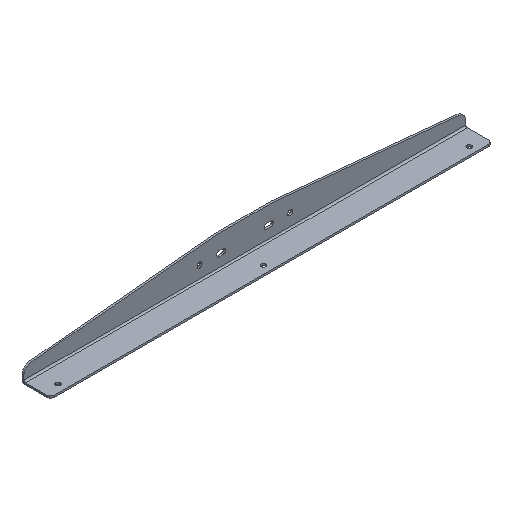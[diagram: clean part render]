
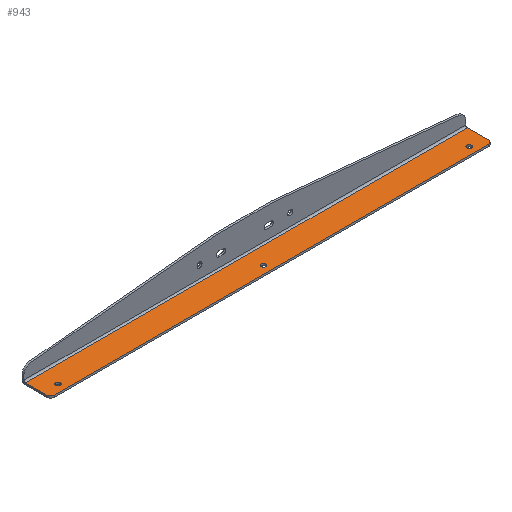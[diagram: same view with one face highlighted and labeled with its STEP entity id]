
A CAD part, isometric view. The second image highlights one B-rep face of the part: STEP entity #943.
In plain terms, the highlighted planar face has unit normal (0, 0, 1).
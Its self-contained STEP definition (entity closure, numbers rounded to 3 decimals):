
#5=DIRECTION('',(0.,-1.,0.));
#6=VECTOR('',#5,27.5);
#7=CARTESIAN_POINT('',(0.,-2.,-40.5));
#8=LINE('',#7,#6);
#290=CARTESIAN_POINT('',(287.5,-24.5,-40.5));
#291=DIRECTION('',(0.,0.,-1.));
#292=DIRECTION('',(-1.,0.,0.));
#293=AXIS2_PLACEMENT_3D('',#290,#291,#292);
#295=CARTESIAN_POINT('',(287.5,-24.5,-40.5));
#296=DIRECTION('',(0.,0.,-1.));
#297=DIRECTION('',(1.,0.,0.));
#298=AXIS2_PLACEMENT_3D('',#295,#296,#297);
#300=CARTESIAN_POINT('',(20.,-24.5,-40.5));
#301=DIRECTION('',(0.,0.,-1.));
#302=DIRECTION('',(-1.,0.,0.));
#303=AXIS2_PLACEMENT_3D('',#300,#301,#302);
#305=CARTESIAN_POINT('',(20.,-24.5,-40.5));
#306=DIRECTION('',(0.,0.,-1.));
#307=DIRECTION('',(1.,0.,0.));
#308=AXIS2_PLACEMENT_3D('',#305,#306,#307);
#310=CARTESIAN_POINT('',(555.,-24.5,-40.5));
#311=DIRECTION('',(0.,0.,-1.));
#312=DIRECTION('',(-1.,0.,0.));
#313=AXIS2_PLACEMENT_3D('',#310,#311,#312);
#315=CARTESIAN_POINT('',(555.,-24.5,-40.5));
#316=DIRECTION('',(0.,0.,-1.));
#317=DIRECTION('',(1.,0.,0.));
#318=AXIS2_PLACEMENT_3D('',#315,#316,#317);
#320=DIRECTION('',(1.,0.,0.));
#321=VECTOR('',#320,575.);
#322=CARTESIAN_POINT('',(0.,-2.,-40.5));
#323=LINE('',#322,#321);
#324=CARTESIAN_POINT('',(570.,-29.5,-40.5));
#325=DIRECTION('',(0.,0.,1.));
#326=DIRECTION('',(0.,-1.,0.));
#327=AXIS2_PLACEMENT_3D('',#324,#325,#326);
#329=CARTESIAN_POINT('',(5.,-29.5,-40.5));
#330=DIRECTION('',(0.,0.,1.));
#331=DIRECTION('',(-1.,0.,0.));
#332=AXIS2_PLACEMENT_3D('',#329,#330,#331);
#364=DIRECTION('',(0.,-1.,0.));
#365=VECTOR('',#364,27.5);
#366=CARTESIAN_POINT('',(575.,-2.,-40.5));
#367=LINE('',#366,#365);
#421=DIRECTION('',(1.,0.,0.));
#422=VECTOR('',#421,565.);
#423=CARTESIAN_POINT('',(5.,-34.5,-40.5));
#424=LINE('',#423,#422);
#429=CARTESIAN_POINT('',(570.,-34.5,-40.5));
#430=VERTEX_POINT('',#429);
#431=CARTESIAN_POINT('',(575.,-29.5,-40.5));
#432=VERTEX_POINT('',#431);
#433=CARTESIAN_POINT('',(0.,-29.5,-40.5));
#434=CARTESIAN_POINT('',(5.,-34.5,-40.5));
#435=VERTEX_POINT('',#433);
#436=VERTEX_POINT('',#434);
#513=CARTESIAN_POINT('',(284.5,-24.5,-40.5));
#514=CARTESIAN_POINT('',(290.5,-24.5,-40.5));
#515=VERTEX_POINT('',#513);
#516=VERTEX_POINT('',#514);
#517=CARTESIAN_POINT('',(17.,-24.5,-40.5));
#518=CARTESIAN_POINT('',(23.,-24.5,-40.5));
#519=VERTEX_POINT('',#517);
#520=VERTEX_POINT('',#518);
#521=CARTESIAN_POINT('',(552.,-24.5,-40.5));
#522=CARTESIAN_POINT('',(558.,-24.5,-40.5));
#523=VERTEX_POINT('',#521);
#524=VERTEX_POINT('',#522);
#545=CARTESIAN_POINT('',(0.,-2.,-40.5));
#546=CARTESIAN_POINT('',(575.,-2.,-40.5));
#547=VERTEX_POINT('',#545);
#548=VERTEX_POINT('',#546);
#908=CARTESIAN_POINT('',(0.,0.,-40.5));
#909=DIRECTION('',(0.,0.,1.));
#910=DIRECTION('',(0.,-1.,0.));
#911=AXIS2_PLACEMENT_3D('',#908,#909,#910);
#912=PLANE('',#911);
#914=ORIENTED_EDGE('',*,*,#913,.T.);
#916=ORIENTED_EDGE('',*,*,#915,.T.);
#918=ORIENTED_EDGE('',*,*,#917,.F.);
#920=ORIENTED_EDGE('',*,*,#919,.F.);
#922=ORIENTED_EDGE('',*,*,#921,.F.);
#923=ORIENTED_EDGE('',*,*,#562,.F.);
#924=EDGE_LOOP('',(#914,#916,#918,#920,#922,#923));
#925=FACE_OUTER_BOUND('',#924,.F.);
#927=ORIENTED_EDGE('',*,*,#926,.F.);
#929=ORIENTED_EDGE('',*,*,#928,.F.);
#930=EDGE_LOOP('',(#927,#929));
#931=FACE_BOUND('',#930,.F.);
#933=ORIENTED_EDGE('',*,*,#932,.F.);
#935=ORIENTED_EDGE('',*,*,#934,.F.);
#936=EDGE_LOOP('',(#933,#935));
#937=FACE_BOUND('',#936,.F.);
#938=ORIENTED_EDGE('',*,*,#898,.F.);
#940=ORIENTED_EDGE('',*,*,#939,.F.);
#941=EDGE_LOOP('',(#938,#940));
#942=FACE_BOUND('',#941,.F.);
#943=ADVANCED_FACE('',(#925,#931,#937,#942),#912,.T.);
#294=CIRCLE('',#293,3.);
#299=CIRCLE('',#298,3.);
#304=CIRCLE('',#303,3.);
#309=CIRCLE('',#308,3.);
#314=CIRCLE('',#313,3.);
#319=CIRCLE('',#318,3.);
#328=CIRCLE('',#327,5.);
#333=CIRCLE('',#332,5.);
#562=EDGE_CURVE('',#547,#435,#8,.T.);
#898=EDGE_CURVE('',#515,#516,#294,.T.);
#913=EDGE_CURVE('',#547,#548,#323,.T.);
#915=EDGE_CURVE('',#548,#432,#367,.T.);
#917=EDGE_CURVE('',#430,#432,#328,.T.);
#919=EDGE_CURVE('',#436,#430,#424,.T.);
#921=EDGE_CURVE('',#435,#436,#333,.T.);
#926=EDGE_CURVE('',#519,#520,#304,.T.);
#928=EDGE_CURVE('',#520,#519,#309,.T.);
#932=EDGE_CURVE('',#523,#524,#314,.T.);
#934=EDGE_CURVE('',#524,#523,#319,.T.);
#939=EDGE_CURVE('',#516,#515,#299,.T.);
